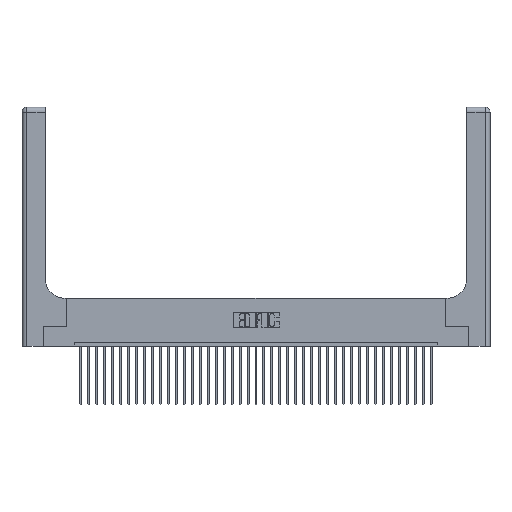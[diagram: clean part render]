
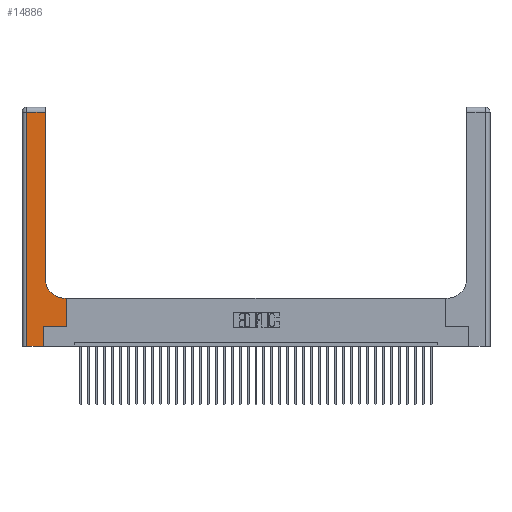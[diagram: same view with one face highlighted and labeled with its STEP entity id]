
A CAD part, top view. The second image highlights one B-rep face of the part: STEP entity #14886.
In plain terms, the highlighted planar face has unit normal (0, 0, 1).
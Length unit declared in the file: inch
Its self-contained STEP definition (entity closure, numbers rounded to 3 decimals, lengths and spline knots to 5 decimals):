
#581 = CARTESIAN_POINT ( 'NONE',  ( 0.2915, 0.85, 0.37 ) ) ;
#743 = CARTESIAN_POINT ( 'NONE',  ( 0.5585, 0.25, 0.37 ) ) ;
#1344 = VECTOR ( 'NONE', #5954, 39.37008 ) ;
#1462 = CARTESIAN_POINT ( 'NONE',  ( 0.06, 0., 0.37 ) ) ;
#1940 = PLANE ( 'NONE',  #30083 ) ;
#2169 = VECTOR ( 'NONE', #29538, 39.37008 ) ;
#2663 = DIRECTION ( 'NONE',  ( 1., 0., 0. ) ) ;
#3144 = FACE_OUTER_BOUND ( 'NONE', #26132, .T. ) ;
#3724 = ORIENTED_EDGE ( 'NONE', *, *, #22044, .T. ) ;
#3752 = VERTEX_POINT ( 'NONE', #28238 ) ;
#5244 = LINE ( 'NONE', #14457, #35999 ) ;
#5665 = VERTEX_POINT ( 'NONE', #19146 ) ;
#5954 = DIRECTION ( 'NONE',  ( 1., 0., 0. ) ) ;
#6364 = ORIENTED_EDGE ( 'NONE', *, *, #22275, .T. ) ;
#6560 = VERTEX_POINT ( 'NONE', #26443 ) ;
#6738 = CARTESIAN_POINT ( 'NONE',  ( 0.269, 0., 0.37 ) ) ;
#7902 = ORIENTED_EDGE ( 'NONE', *, *, #38112, .T. ) ;
#8513 = EDGE_CURVE ( 'NONE', #6560, #5665, #23892, .T. ) ;
#8831 = DIRECTION ( 'NONE',  ( -1., 0., 0. ) ) ;
#9082 = ORIENTED_EDGE ( 'NONE', *, *, #36515, .T. ) ;
#9310 = VERTEX_POINT ( 'NONE', #15803 ) ;
#9410 = VERTEX_POINT ( 'NONE', #581 ) ;
#9662 = LINE ( 'NONE', #23776, #26513 ) ;
#10398 = EDGE_CURVE ( 'NONE', #19044, #6560, #36755, .T. ) ;
#10516 = LINE ( 'NONE', #17734, #2169 ) ;
#11463 = DIRECTION ( 'NONE',  ( 1., 0., 0. ) ) ;
#11697 = CARTESIAN_POINT ( 'NONE',  ( 0.06, 2.94, 0.37 ) ) ;
#11898 = DIRECTION ( 'NONE',  ( -1., 0., 0. ) ) ;
#12199 = LINE ( 'NONE', #26699, #14572 ) ;
#13466 = LINE ( 'NONE', #23730, #1344 ) ;
#13472 = AXIS2_PLACEMENT_3D ( 'NONE', #17571, #14963, #11463 ) ;
#14125 = ORIENTED_EDGE ( 'NONE', *, *, #36520, .T. ) ;
#14457 = CARTESIAN_POINT ( 'NONE',  ( 0., 2.94, 0.37 ) ) ;
#14572 = VECTOR ( 'NONE', #20474, 39.37008 ) ;
#14886 = ADVANCED_FACE ( 'NONE', ( #3144 ), #1940, .F. ) ;
#14963 = DIRECTION ( 'NONE',  ( 0., 0., -1. ) ) ;
#15157 = DIRECTION ( 'NONE',  ( 0., 0., -1. ) ) ;
#15803 = CARTESIAN_POINT ( 'NONE',  ( 0.269, 0.25, 0.37 ) ) ;
#15951 = VECTOR ( 'NONE', #21520, 39.37008 ) ;
#17571 = CARTESIAN_POINT ( 'NONE',  ( 0.5415, 0.85, 0.37 ) ) ;
#17734 = CARTESIAN_POINT ( 'NONE',  ( 0.2915, 3., 0.37 ) ) ;
#18542 = ORIENTED_EDGE ( 'NONE', *, *, #8513, .T. ) ;
#19044 = VERTEX_POINT ( 'NONE', #743 ) ;
#19060 = VERTEX_POINT ( 'NONE', #6738 ) ;
#19146 = CARTESIAN_POINT ( 'NONE',  ( 0.5415, 0.6, 0.37 ) ) ;
#19643 = CARTESIAN_POINT ( 'NONE',  ( 0.5585, 0.25, 0.37 ) ) ;
#19973 = CIRCLE ( 'NONE', #13472, 0.25 ) ;
#20474 = DIRECTION ( 'NONE',  ( 0., 1., 0. ) ) ;
#21520 = DIRECTION ( 'NONE',  ( -1., 0., 0. ) ) ;
#22044 = EDGE_CURVE ( 'NONE', #9310, #19044, #9662, .T. ) ;
#22275 = EDGE_CURVE ( 'NONE', #26357, #19060, #13466, .T. ) ;
#22585 = ORIENTED_EDGE ( 'NONE', *, *, #26115, .T. ) ;
#23715 = VECTOR ( 'NONE', #37098, 39.37008 ) ;
#23730 = CARTESIAN_POINT ( 'NONE',  ( 0., 0., 0.37 ) ) ;
#23776 = CARTESIAN_POINT ( 'NONE',  ( 0.269, 0.25, 0.37 ) ) ;
#23892 = LINE ( 'NONE', #33388, #15951 ) ;
#25056 = CARTESIAN_POINT ( 'NONE',  ( 0.06, 3., 0.37 ) ) ;
#26115 = EDGE_CURVE ( 'NONE', #5665, #9410, #19973, .T. ) ;
#26132 = EDGE_LOOP ( 'NONE', ( #36458, #9082, #7902, #6364, #14125, #3724, #33314, #18542, #22585 ) ) ;
#26357 = VERTEX_POINT ( 'NONE', #1462 ) ;
#26443 = CARTESIAN_POINT ( 'NONE',  ( 0.5585, 0.6, 0.37 ) ) ;
#26513 = VECTOR ( 'NONE', #2663, 39.37008 ) ;
#26699 = CARTESIAN_POINT ( 'NONE',  ( 0.269, 0., 0.37 ) ) ;
#26804 = VERTEX_POINT ( 'NONE', #11697 ) ;
#26926 = EDGE_CURVE ( 'NONE', #9410, #3752, #10516, .T. ) ;
#28238 = CARTESIAN_POINT ( 'NONE',  ( 0.2915, 2.94, 0.37 ) ) ;
#28539 = VECTOR ( 'NONE', #33932, 39.37008 ) ;
#29538 = DIRECTION ( 'NONE',  ( 0., 1., 0. ) ) ;
#30083 = AXIS2_PLACEMENT_3D ( 'NONE', #34653, #15157, #11898 ) ;
#33157 = LINE ( 'NONE', #25056, #28539 ) ;
#33314 = ORIENTED_EDGE ( 'NONE', *, *, #10398, .T. ) ;
#33388 = CARTESIAN_POINT ( 'NONE',  ( 0.2915, 0.6, 0.37 ) ) ;
#33932 = DIRECTION ( 'NONE',  ( 0., -1., 0. ) ) ;
#34653 = CARTESIAN_POINT ( 'NONE',  ( 0., 3., 0.37 ) ) ;
#35999 = VECTOR ( 'NONE', #8831, 39.37008 ) ;
#36458 = ORIENTED_EDGE ( 'NONE', *, *, #26926, .T. ) ;
#36515 = EDGE_CURVE ( 'NONE', #3752, #26804, #5244, .T. ) ;
#36520 = EDGE_CURVE ( 'NONE', #19060, #9310, #12199, .T. ) ;
#36755 = LINE ( 'NONE', #19643, #23715 ) ;
#37098 = DIRECTION ( 'NONE',  ( 0., 1., 0. ) ) ;
#38112 = EDGE_CURVE ( 'NONE', #26804, #26357, #33157, .T. ) ;
